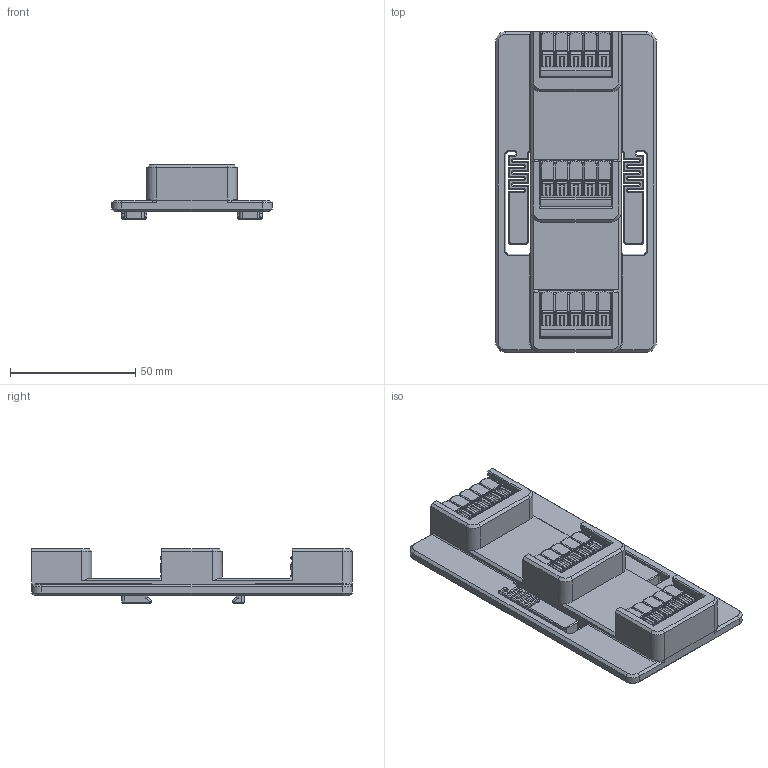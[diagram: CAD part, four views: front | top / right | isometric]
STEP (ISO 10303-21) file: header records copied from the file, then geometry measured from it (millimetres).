
FILE_DESCRIPTION(/* description */ (''),/* implementation_level */ '2;1');
FILE_NAME(/* name */ 'Wago 221-415 DIN Rail Mount v7.step',/* time_stamp */ '2024-07-19T13:59:08-06:00',/* author */ (''),/* organization */ (''),/* preprocessor_version */ 'ST-DEVELOPER v20',/* originating_system */ 'Autodesk Translation Framework v13.14.0.145',/* authorisation */ '');
FILE_SCHEMA (('AUTOMOTIVE_DESIGN { 1 0 10303 214 3 1 1 }'));
Length unit declared in the file: millimetre
Products named in the file (2): Wago 221-415 DIN Rail Mount; 221-415
Assembly tree (3 placements, depth 2):
  Wago 221-415 DIN Rail Mount
    221-415  x3
Bounding box: 64 x 128 x 21.6 mm (x, y, z)
Volume: 71203.5 mm3; surface area: 44435.6 mm2
Topology: 20 solids, 20 shells, 1813 faces, 4573 edges, 2732 vertices
Faces by surface type: plane 728, cylinder 579, torus 204, bspline 156, cone 146
Entity records: 30112 total; most frequent: CARTESIAN_POINT 7845, DIRECTION 4699, ORIENTED_EDGE 4630, EDGE_CURVE 2315, AXIS2_PLACEMENT_3D 1640, LINE 1419, VECTOR 1419, VERTEX_POINT 1376
